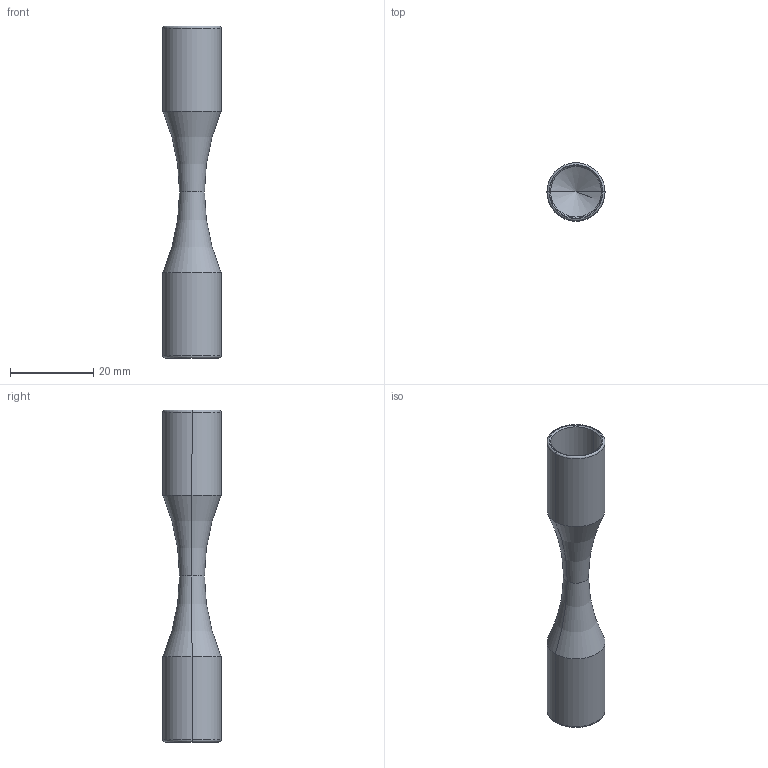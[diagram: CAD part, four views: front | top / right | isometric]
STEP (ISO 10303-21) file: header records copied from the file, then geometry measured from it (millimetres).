
FILE_DESCRIPTION (( 'STEP AP203' ), '1' );
FILE_NAME ('50434-V4A.STEP', '2020-10-05T06:41:16', ( '' ), ( '' ), 'SwSTEP 2.0', 'SolidWorks 2018', '' );
FILE_SCHEMA (( 'CONFIG_CONTROL_DESIGN' ));
Length unit declared in the file: millimetre
Products named in the file (2): 50434-V4A
Bounding box: 14 x 14 x 79.99 mm (x, y, z)
Volume: 3906.8 mm3; surface area: 4711.2 mm2
Topology: 1 solids, 1 shells, 267 faces, 716 edges, 458 vertices
Faces by surface type: plane 126, bspline 79, cylinder 46, torus 8, cone 8
Entity records: 11366 total; most frequent: CARTESIAN_POINT 5167, ORIENTED_EDGE 1424, DIRECTION 1004, EDGE_CURVE 712, VERTEX_POINT 458, VECTOR 360, LINE 360, AXIS2_PLACEMENT_3D 322
